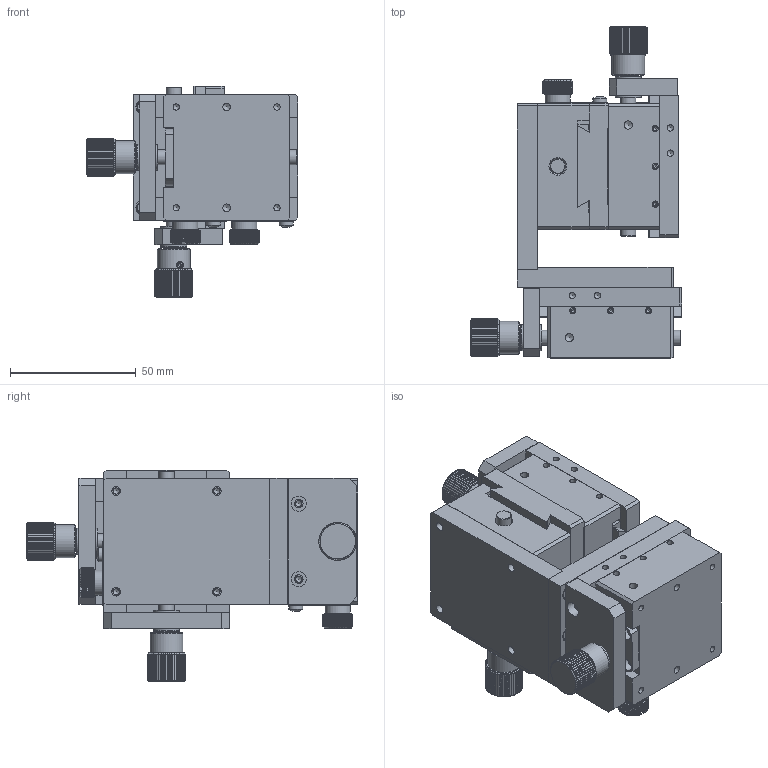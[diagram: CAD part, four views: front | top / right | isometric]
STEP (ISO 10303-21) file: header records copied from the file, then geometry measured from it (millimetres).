
FILE_DESCRIPTION (( 'STEP AP203' ), '1' );
FILE_NAME ('528838.STEP', '2024-10-16T06:08:29', ( 'Windows User' ), ( 'P R C' ), 'SwSTEP 2.0', 'SolidWorks 2020', '' );
FILE_SCHEMA (( 'CONFIG_CONTROL_DESIGN' ));
Products named in the file (1): 528838
Bounding box: 84 x 131.75 x 84 mm (x, y, z)
Volume: 295667.6 mm3; surface area: 117144.6 mm2
Topology: 47 solids, 47 shells, 2553 faces, 6286 edges, 3913 vertices
Faces by surface type: plane 1124, cone 722, cylinder 656, bspline 51
Full cylindrical faces by diameter (mm): 1.5 x6, 2.05 x18, 2.5 x45, 2.9 x12, 3 x30, 3.1 x6, 3.3 x6, 3.4 x32, 3.5 x3, 3.93 x19, 4 x30, 5 x12, 5.5 x3, 5.6 x6, 6 x23, 6.5 x15, 7 x3, 8.5 x3, 9 x9, 10 x3, 10.3 x6, 11 x6, 11.5 x3, 13 x3
Entity records: 93706 total; most frequent: CARTESIAN_POINT 39719, ORIENTED_EDGE 11150, DIRECTION 10480, EDGE_CURVE 5575, AXIS2_PLACEMENT_3D 4345, VERTEX_POINT 3664, EDGE_LOOP 3187, FACE_OUTER_BOUND 2802
